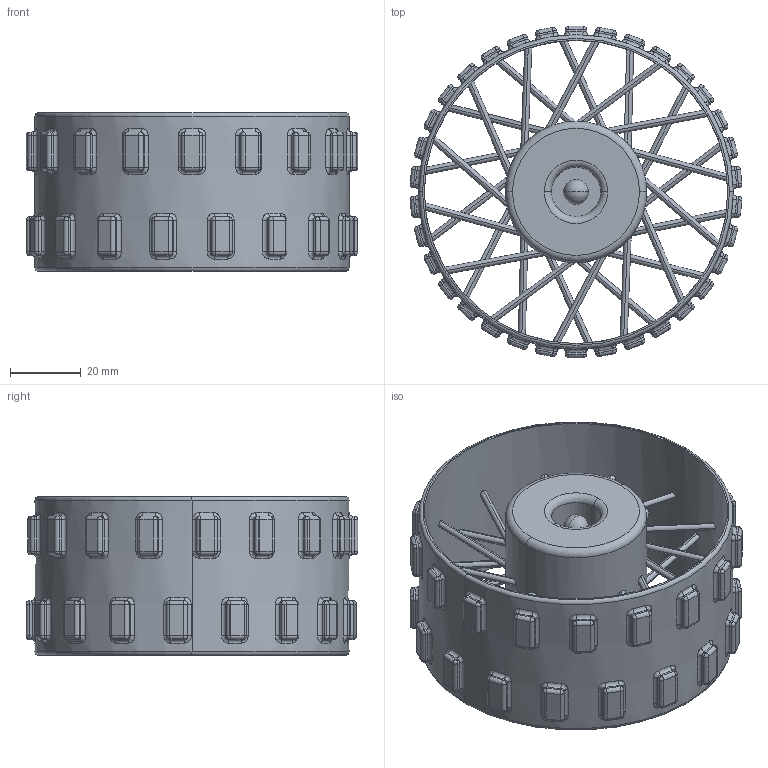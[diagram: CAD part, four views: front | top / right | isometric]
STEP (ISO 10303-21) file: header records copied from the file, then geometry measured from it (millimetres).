
FILE_DESCRIPTION (( 'STEP AP203' ), '1' );
FILE_NAME ('êîëåñî_2_203.STEP', '2025-04-02T10:09:51', ( '' ), ( '' ), 'SwSTEP 2.0', 'SolidWorks 2023', '' );
FILE_SCHEMA (( 'CONFIG_CONTROL_DESIGN' ));
Length unit declared in the file: millimetre
Products named in the file (1): колесо_2_203
Bounding box: 93.98 x 94 x 45 mm (x, y, z)
Volume: 81029.1 mm3; surface area: 40939 mm2
Topology: 1 solids, 1 shells, 1027 faces, 2409 edges, 1285 vertices
Faces by surface type: cylinder 491, plane 186, sphere 138, bspline 136, torus 76
Entity records: 35762 total; most frequent: CARTESIAN_POINT 13986, ORIENTED_EDGE 4538, DIRECTION 4499, EDGE_CURVE 2269, AXIS2_PLACEMENT_3D 1824, VERTEX_POINT 1283, EDGE_LOOP 1122, FACE_OUTER_BOUND 1027
